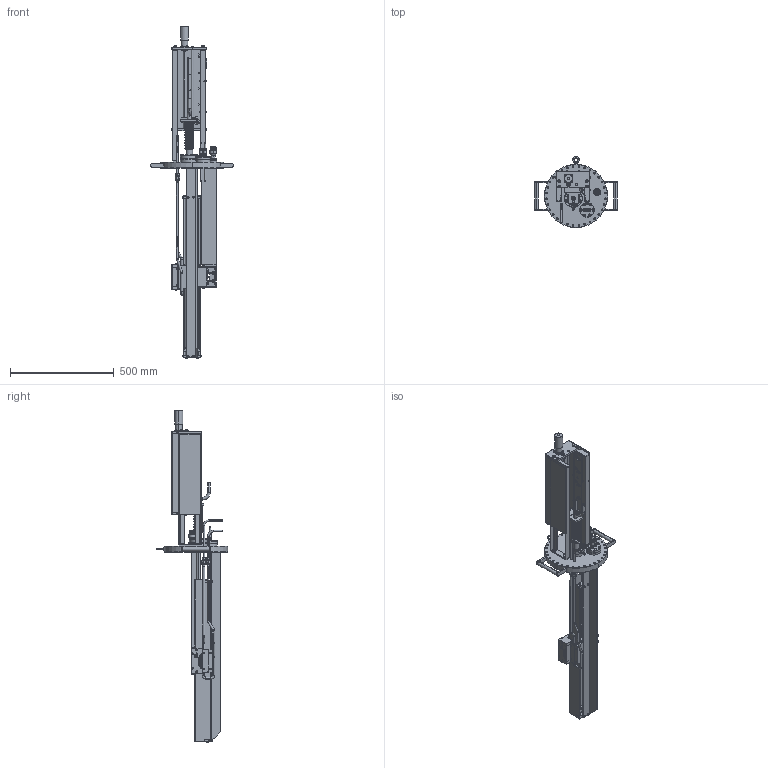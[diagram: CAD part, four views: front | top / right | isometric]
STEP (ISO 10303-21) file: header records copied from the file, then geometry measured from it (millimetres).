
FILE_DESCRIPTION (( 'STEP AP214' ), '1' );
FILE_NAME ('HCL_e-GUN(TM)_25cc_5-POCKET_MOTORIZED_12.0_O.D._SOURCE_FLANGE.STEP', '2019-12-17T20:49:42', ( 'admin' ), ( 'Microsoft' ), 'SwSTEP 2.0', 'SolidWorks 2016', '' );
FILE_SCHEMA (( 'AUTOMOTIVE_DESIGN' ));
Length unit declared in the file: inch
Products named in the file (1): HCL_e-GUN(TM)_25cc_5-POCKET_MOTORIZED_12.0_O.D._SOURCE_FLANGE
Bounding box: 399.07 x 342.26 x 1597.76 mm (x, y, z)
Surface area: 2193918 mm2 (no closed solid volume)
Topology: 0 solids, 459 shells, 2052 faces, 8763 edges, 6937 vertices
Faces by surface type: plane 877, cylinder 670, cone 388, sphere 52, torus 44, bspline 21
Entity records: 128781 total; most frequent: CARTESIAN_POINT 30100, DIRECTION 15639, ORIENTED_EDGE 11851, EDGE_CURVE 8734, VERTEX_POINT 6926, AXIS2_PLACEMENT_3D 5639, VECTOR 4361, LINE 4361
